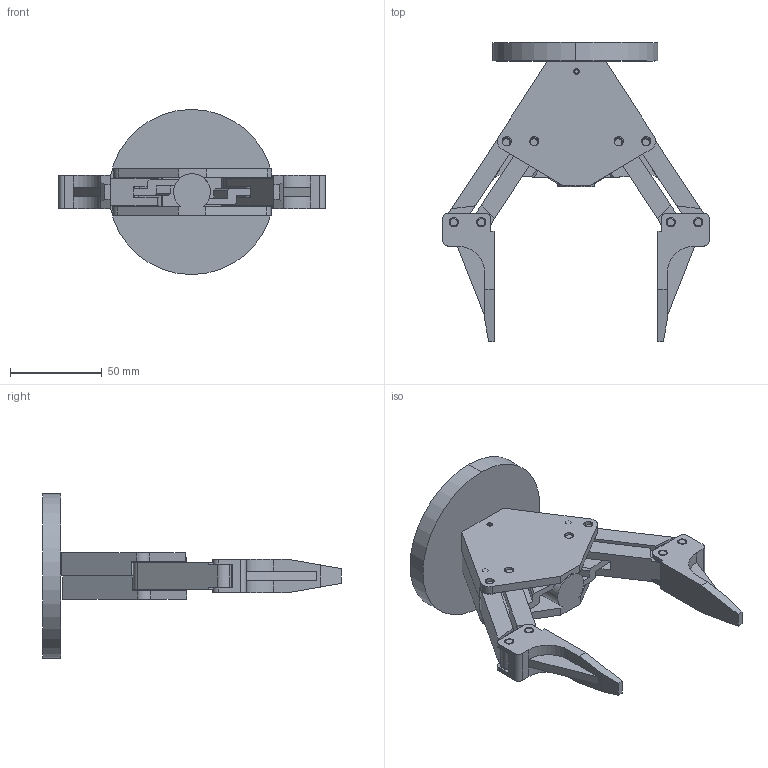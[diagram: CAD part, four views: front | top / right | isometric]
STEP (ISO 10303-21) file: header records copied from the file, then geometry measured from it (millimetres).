
FILE_DESCRIPTION (( 'STEP AP203' ), '1' );
FILE_NAME ('GRIPPER_Default_sldprt.STEP', '2022-06-03T20:02:37', ( '' ), ( '' ), 'SwSTEP 2.0', 'SolidWorks 2017', '' );
FILE_SCHEMA (( 'CONFIG_CONTROL_DESIGN' ));
Length unit declared in the file: millimetre
Products named in the file (1): GRIPPER_Default_sldprt
Bounding box: 145.24 x 162.87 x 90 mm (x, y, z)
Volume: 189604.3 mm3; surface area: 70074.4 mm2
Topology: 38 solids, 40 shells, 555 faces, 1316 edges, 837 vertices
Faces by surface type: plane 250, cylinder 225, cone 72, torus 8
Entity records: 16213 total; most frequent: DIRECTION 2956, CARTESIAN_POINT 2785, ORIENTED_EDGE 2608, EDGE_CURVE 1304, AXIS2_PLACEMENT_3D 1104, VERTEX_POINT 837, LINE 748, VECTOR 748
